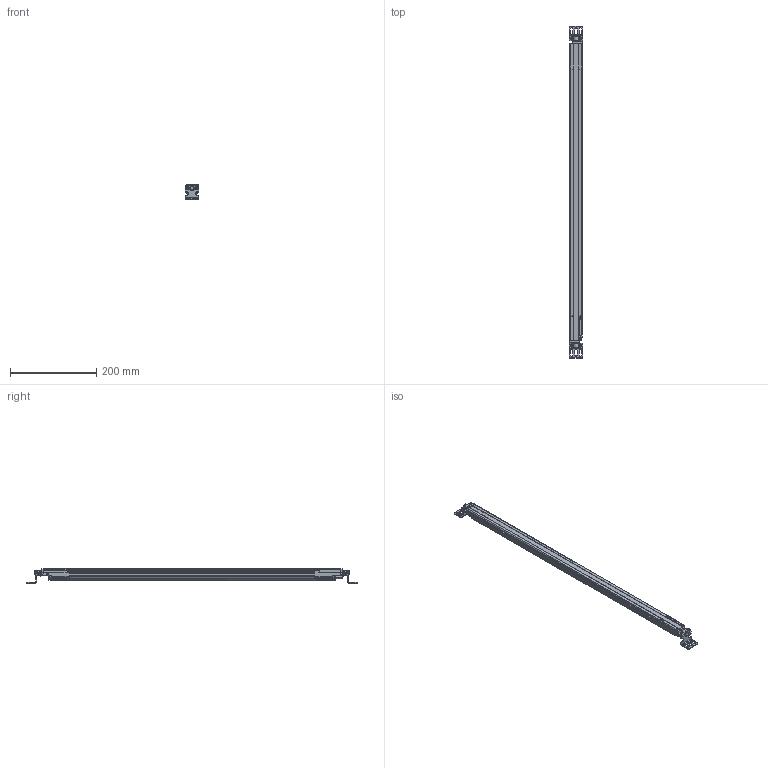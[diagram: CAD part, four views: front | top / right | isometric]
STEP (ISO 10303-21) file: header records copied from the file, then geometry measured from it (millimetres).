
FILE_DESCRIPTION((''),'2;1');
FILE_NAME('141901_SM01_ASM','2025-07-09T10:38:26',('banengservice'),('BANNER ENGINEERING'),'CREO PARAMETRIC BY PTC INC, 2022414','CREO PARAMETRIC BY PTC INC, 2022414','');
FILE_SCHEMA(('CONFIG_CONTROL_DESIGN'));
Products named in the file (3): 141901_EP01; EZS_OUTER_BRACKET_EP01; 141901_SM01_ASM
Assembly tree (3 placements, depth 2):
  141901_SM01_ASM
    141901_EP01
    EZS_OUTER_BRACKET_EP01  x2
Bounding box: 32 x 768.55 x 33.03 mm (x, y, z)
Volume: 430305.6 mm3; surface area: 107723.7 mm2
Topology: 3 solids, 3 shells, 2589 faces, 7588 edges, 4782 vertices
Faces by surface type: plane 1010, cylinder 947, bspline 319, torus 203, sphere 57, cone 53
Entity records: 228082 total; most frequent: CARTESIAN_POINT 168783, ORIENTED_EDGE 13618, DIRECTION 11028, EDGE_CURVE 6809, VERTEX_POINT 4298, VECTOR 3794, LINE 3794, AXIS2_PLACEMENT_3D 3617
